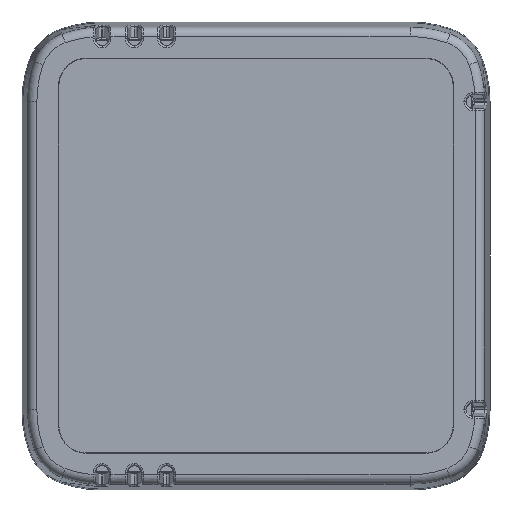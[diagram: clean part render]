
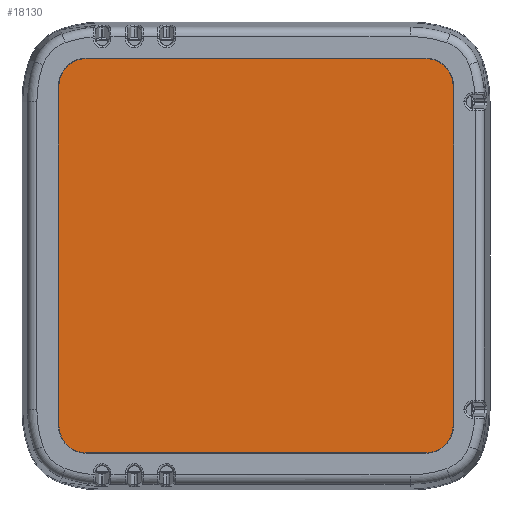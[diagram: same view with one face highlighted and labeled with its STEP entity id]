
A CAD part, top view. The second image highlights one B-rep face of the part: STEP entity #18130.
In plain terms, the highlighted face is planar.
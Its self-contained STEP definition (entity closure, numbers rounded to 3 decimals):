
#2397=LINE('',#41916,#3398);
#2400=LINE('',#41924,#3401);
#2403=LINE('',#41932,#3404);
#2405=LINE('',#41938,#3406);
#3398=VECTOR('',#24897,10.);
#3401=VECTOR('',#24906,10.);
#3404=VECTOR('',#24915,10.);
#3406=VECTOR('',#24923,10.);
#3835=PLANE('',#20187);
#4803=FACE_OUTER_BOUND('',#5948,.T.);
#5948=EDGE_LOOP('',(#16219,#16220,#16221,#16222,#16223,#16224,#16225,#16226));
#6986=CIRCLE('',#20176,4.4);
#6987=CIRCLE('',#20179,4.4);
#6988=CIRCLE('',#20182,4.4);
#6989=CIRCLE('',#20185,4.4);
#8525=VERTEX_POINT('',#41908);
#8526=VERTEX_POINT('',#41909);
#8527=VERTEX_POINT('',#41914);
#8528=VERTEX_POINT('',#41918);
#8529=VERTEX_POINT('',#41919);
#8530=VERTEX_POINT('',#41926);
#8531=VERTEX_POINT('',#41927);
#8532=VERTEX_POINT('',#41934);
#11135=EDGE_CURVE('',#8525,#8526,#6986,.T.);
#11139=EDGE_CURVE('',#8527,#8526,#2397,.T.);
#11140=EDGE_CURVE('',#8528,#8529,#6987,.T.);
#11143=EDGE_CURVE('',#8525,#8529,#2400,.T.);
#11144=EDGE_CURVE('',#8530,#8531,#6988,.T.);
#11147=EDGE_CURVE('',#8528,#8531,#2403,.T.);
#11148=EDGE_CURVE('',#8527,#8532,#6989,.T.);
#11150=EDGE_CURVE('',#8530,#8532,#2405,.T.);
#16219=ORIENTED_EDGE('',*,*,#11135,.T.);
#16220=ORIENTED_EDGE('',*,*,#11139,.F.);
#16221=ORIENTED_EDGE('',*,*,#11148,.T.);
#16222=ORIENTED_EDGE('',*,*,#11150,.F.);
#16223=ORIENTED_EDGE('',*,*,#11144,.T.);
#16224=ORIENTED_EDGE('',*,*,#11147,.F.);
#16225=ORIENTED_EDGE('',*,*,#11140,.T.);
#16226=ORIENTED_EDGE('',*,*,#11143,.F.);
#18130=ADVANCED_FACE('',(#4803),#3835,.F.);
#20176=AXIS2_PLACEMENT_3D('',#41910,#24890,#24891);
#20179=AXIS2_PLACEMENT_3D('',#41920,#24900,#24901);
#20182=AXIS2_PLACEMENT_3D('',#41928,#24909,#24910);
#20185=AXIS2_PLACEMENT_3D('',#41935,#24918,#24919);
#20187=AXIS2_PLACEMENT_3D('',#41939,#24924,#24925);
#24890=DIRECTION('center_axis',(0.,0.,-1.));
#24891=DIRECTION('ref_axis',(0.707,0.707,0.));
#24897=DIRECTION('',(0.,1.,0.));
#24900=DIRECTION('center_axis',(0.,0.,-1.));
#24901=DIRECTION('ref_axis',(-0.707,0.707,0.));
#24906=DIRECTION('',(-1.,0.,0.));
#24909=DIRECTION('center_axis',(0.,0.,-1.));
#24910=DIRECTION('ref_axis',(-0.707,-0.707,0.));
#24915=DIRECTION('',(0.,-1.,0.));
#24918=DIRECTION('center_axis',(0.,0.,-1.));
#24919=DIRECTION('ref_axis',(0.707,-0.707,0.));
#24923=DIRECTION('',(1.,0.,0.));
#24924=DIRECTION('center_axis',(0.,0.,1.));
#24925=DIRECTION('ref_axis',(1.,0.,0.));
#41908=CARTESIAN_POINT('',(27.35,31.75,-1.4));
#41909=CARTESIAN_POINT('',(31.75,27.35,-1.4));
#41910=CARTESIAN_POINT('Origin',(27.35,27.35,-1.4));
#41914=CARTESIAN_POINT('',(31.75,-27.35,-1.4));
#41916=CARTESIAN_POINT('',(31.75,-31.75,-1.4));
#41918=CARTESIAN_POINT('',(-31.75,27.35,-1.4));
#41919=CARTESIAN_POINT('',(-27.35,31.75,-1.4));
#41920=CARTESIAN_POINT('Origin',(-27.35,27.35,-1.4));
#41924=CARTESIAN_POINT('',(31.75,31.75,-1.4));
#41926=CARTESIAN_POINT('',(-27.35,-31.75,-1.4));
#41927=CARTESIAN_POINT('',(-31.75,-27.35,-1.4));
#41928=CARTESIAN_POINT('Origin',(-27.35,-27.35,-1.4));
#41932=CARTESIAN_POINT('',(-31.75,31.75,-1.4));
#41934=CARTESIAN_POINT('',(27.35,-31.75,-1.4));
#41935=CARTESIAN_POINT('Origin',(27.35,-27.35,-1.4));
#41938=CARTESIAN_POINT('',(-31.75,-31.75,-1.4));
#41939=CARTESIAN_POINT('Origin',(0.,0.,-1.4));
